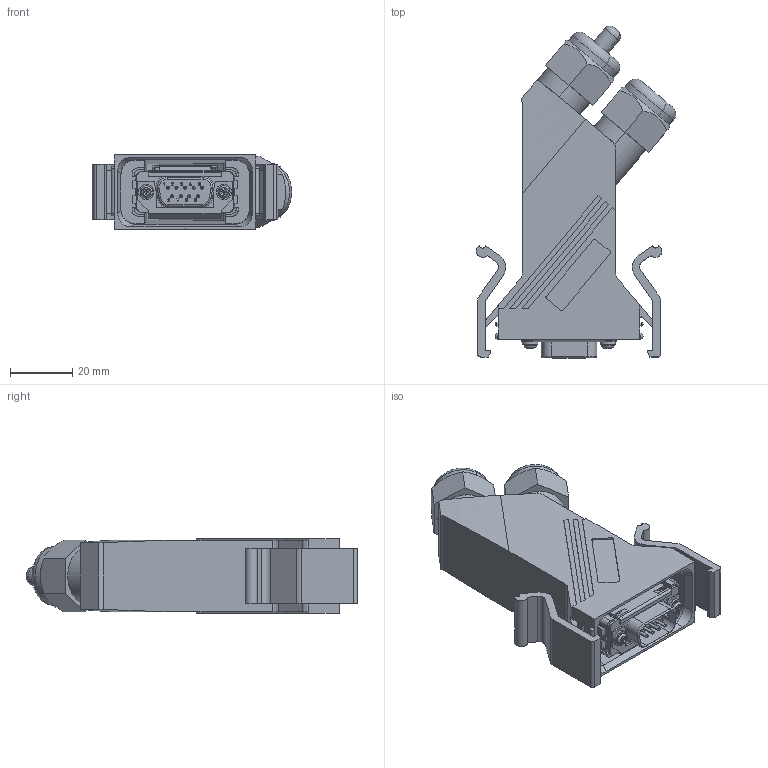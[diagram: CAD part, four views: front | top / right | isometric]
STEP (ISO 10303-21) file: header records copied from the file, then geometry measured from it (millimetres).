
FILE_DESCRIPTION(('Creo Elements/Direct Modeling STEP Export'),'2;1');
FILE_NAME('model.stp','2019-09-06T 4:15:22',(''),(''),'Creo Elements/Direct Modeling STEP processor for AP214 (Solid Model)','Creo Elements/Direct Modeling 20.1A 29-Sep-2018 (C) Parametric Technology GmbH','');
FILE_SCHEMA(('AUTOMOTIVE_DESIGN { 1 0 10303 214 1 1 1 1 }'));
Length unit declared in the file: millimetre
Products named in the file (9): Q-PROT; VS-09-Tülle; VS-09-Bombardier; Kodierung_4; Kodierung_3; Kodierung_1; Kodierung_2; Kodierung; VS-09-IBS-ST
Assembly tree (8 placements, depth 3):
  VS-09-IBS-ST
    Kodierung
      Kodierung_2
      Kodierung_1
      Kodierung_3
      Kodierung_4
    VS-09-Bombardier
    VS-09-Tülle
    Q-PROT
Bounding box: 64.19 x 106.9 x 24 mm (x, y, z)
Volume: 41547.8 mm3; surface area: 40279.9 mm2
Topology: 7 solids, 7 shells, 1727 faces, 4702 edges, 3091 vertices
Faces by surface type: plane 976, cylinder 555, torus 64, cone 58, extrusion 58, bspline 12, sphere 4
Entity records: 70137 total; most frequent: CARTESIAN_POINT 13457, ORIENTED_EDGE 9396, DIRECTION 8291, EDGE_CURVE 4698, VERTEX_POINT 3091, VECTOR 3089, LINE 3031, AXIS2_PLACEMENT_3D 2601
